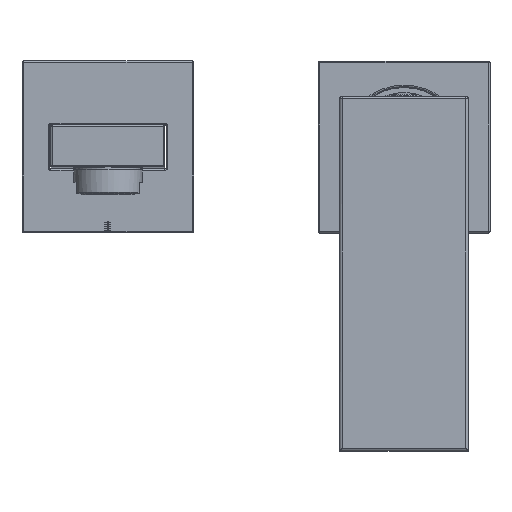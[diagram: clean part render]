
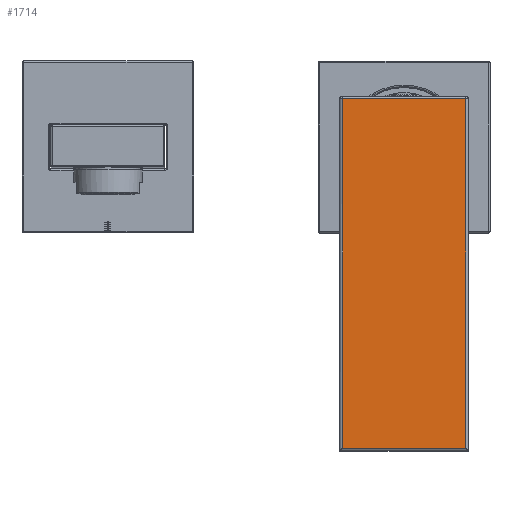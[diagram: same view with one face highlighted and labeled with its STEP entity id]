
A CAD part, top view. The second image highlights one B-rep face of the part: STEP entity #1714.
In plain terms, the highlighted face is planar.
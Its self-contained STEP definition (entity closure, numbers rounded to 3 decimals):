
#1599 = DIRECTION ( 'NONE',  ( 0., 0., -1. ) ) ;
#1714 = ADVANCED_FACE ( 'NONE', ( #29412 ), #27054, .F. ) ;
#3644 = LINE ( 'NONE', #44023, #7700 ) ;
#3751 = DIRECTION ( 'NONE',  ( 0., 0., 1. ) ) ;
#5458 = CARTESIAN_POINT ( 'NONE',  ( -21.5, 0., -1. ) ) ;
#6034 = DIRECTION ( 'NONE',  ( 0., 0., -1. ) ) ;
#7485 = EDGE_LOOP ( 'NONE', ( #32820, #31561, #38551, #28994 ) ) ;
#7700 = VECTOR ( 'NONE', #18452, 1000. ) ;
#8293 = CARTESIAN_POINT ( 'NONE',  ( 22.5, 0., -1. ) ) ;
#8881 = EDGE_CURVE ( 'NONE', #36417, #35666, #38012, .T. ) ;
#15797 = CARTESIAN_POINT ( 'NONE',  ( 21.5, 0., -124. ) ) ;
#16747 = AXIS2_PLACEMENT_3D ( 'NONE', #34750, #23929, #1599 ) ;
#18452 = DIRECTION ( 'NONE',  ( -1., 0., 0. ) ) ;
#19143 = VECTOR ( 'NONE', #3751, 1000. ) ;
#22635 = CARTESIAN_POINT ( 'NONE',  ( -21.5, 0., 0. ) ) ;
#23929 = DIRECTION ( 'NONE',  ( 0., -1., 0. ) ) ;
#24338 = EDGE_CURVE ( 'NONE', #47726, #36417, #33793, .T. ) ;
#24456 = LINE ( 'NONE', #15797, #29176 ) ;
#24987 = CARTESIAN_POINT ( 'NONE',  ( -21.5, 0., -123. ) ) ;
#25706 = VECTOR ( 'NONE', #27007, 1000. ) ;
#27007 = DIRECTION ( 'NONE',  ( 1., 0., 0. ) ) ;
#27054 = PLANE ( 'NONE',  #16747 ) ;
#28994 = ORIENTED_EDGE ( 'NONE', *, *, #8881, .T. ) ;
#29176 = VECTOR ( 'NONE', #6034, 1000. ) ;
#29302 = EDGE_CURVE ( 'NONE', #35666, #46294, #24456, .T. ) ;
#29412 = FACE_OUTER_BOUND ( 'NONE', #7485, .T. ) ;
#30053 = CARTESIAN_POINT ( 'NONE',  ( 21.5, 0., -123. ) ) ;
#31561 = ORIENTED_EDGE ( 'NONE', *, *, #40405, .T. ) ;
#32820 = ORIENTED_EDGE ( 'NONE', *, *, #29302, .T. ) ;
#33793 = LINE ( 'NONE', #22635, #19143 ) ;
#34750 = CARTESIAN_POINT ( 'NONE',  ( 22.5, 0., 0. ) ) ;
#35666 = VERTEX_POINT ( 'NONE', #44804 ) ;
#36417 = VERTEX_POINT ( 'NONE', #5458 ) ;
#38012 = LINE ( 'NONE', #8293, #25706 ) ;
#38551 = ORIENTED_EDGE ( 'NONE', *, *, #24338, .T. ) ;
#40405 = EDGE_CURVE ( 'NONE', #46294, #47726, #3644, .T. ) ;
#44023 = CARTESIAN_POINT ( 'NONE',  ( 22.5, 0., -123. ) ) ;
#44804 = CARTESIAN_POINT ( 'NONE',  ( 21.5, 0., -1. ) ) ;
#46294 = VERTEX_POINT ( 'NONE', #30053 ) ;
#47726 = VERTEX_POINT ( 'NONE', #24987 ) ;
